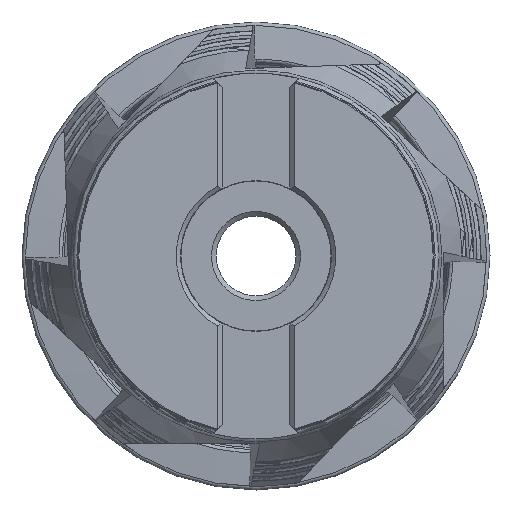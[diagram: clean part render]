
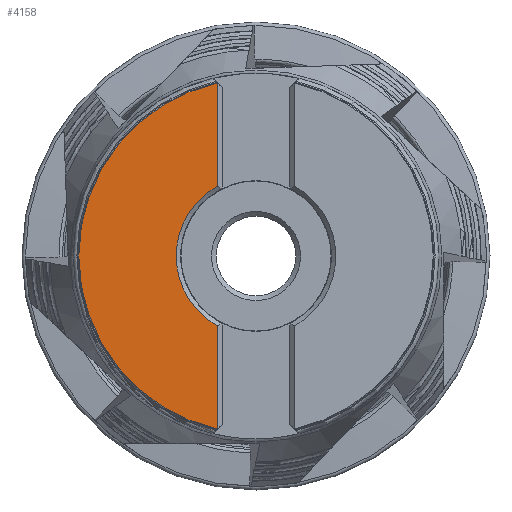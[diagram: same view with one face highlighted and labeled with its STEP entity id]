
A CAD part, left-side view. The second image highlights one B-rep face of the part: STEP entity #4158.
In plain terms, the highlighted planar face has unit normal (-1, 0, 0).
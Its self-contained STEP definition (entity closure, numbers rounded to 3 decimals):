
#58 = ORIENTED_EDGE ( 'NONE', *, *, #6378, .F. ) ;
#543 = ORIENTED_EDGE ( 'NONE', *, *, #3472, .T. ) ;
#804 = CARTESIAN_POINT ( 'NONE',  ( -49.1, 37.79, 0. ) ) ;
#1087 = VECTOR ( 'NONE', #5786, 1000. ) ;
#1383 = CARTESIAN_POINT ( 'NONE',  ( -49.1, 0., 0. ) ) ;
#1843 = AXIS2_PLACEMENT_3D ( 'NONE', #10239, #4728, #11150 ) ;
#2188 = AXIS2_PLACEMENT_3D ( 'NONE', #1383, #7820, #2329 ) ;
#2295 = DIRECTION ( 'NONE',  ( 0., 0., 1. ) ) ;
#2329 = DIRECTION ( 'NONE',  ( 0., 0., 1. ) ) ;
#2768 = DIRECTION ( 'NONE',  ( 0., 0., 1. ) ) ;
#2915 = ORIENTED_EDGE ( 'NONE', *, *, #4214, .F. ) ;
#3472 = EDGE_CURVE ( 'NONE', #8810, #11307, #7915, .T. ) ;
#4158 = ADVANCED_FACE ( 'NONE', ( #6900 ), #5497, .T. ) ;
#4214 = EDGE_CURVE ( 'NONE', #7004, #11307, #6332, .T. ) ;
#4728 = DIRECTION ( 'NONE',  ( 1., 0., 0. ) ) ;
#5497 = PLANE ( 'NONE',  #11938 ) ;
#5757 = CARTESIAN_POINT ( 'NONE',  ( -49.1, 8.2, -15.428 ) ) ;
#5786 = DIRECTION ( 'NONE',  ( 0., 0., 1. ) ) ;
#5989 = ORIENTED_EDGE ( 'NONE', *, *, #10685, .T. ) ;
#6332 = CIRCLE ( 'NONE', #1843, 37.79 ) ;
#6378 = EDGE_CURVE ( 'NONE', #8810, #8137, #11747, .T. ) ;
#6900 = FACE_OUTER_BOUND ( 'NONE', #8224, .T. ) ;
#7004 = VERTEX_POINT ( 'NONE', #10305 ) ;
#7790 = CARTESIAN_POINT ( 'NONE',  ( -49.1, 8.2, 35.94 ) ) ;
#7820 = DIRECTION ( 'NONE',  ( -1., 0., 0. ) ) ;
#7915 = LINE ( 'NONE', #7790, #10096 ) ;
#8137 = VERTEX_POINT ( 'NONE', #8749 ) ;
#8224 = EDGE_LOOP ( 'NONE', ( #58, #543, #2915, #5989 ) ) ;
#8265 = DIRECTION ( 'NONE',  ( -1., 0., 0. ) ) ;
#8486 = CARTESIAN_POINT ( 'NONE',  ( -49.1, 8.2, 36.89 ) ) ;
#8749 = CARTESIAN_POINT ( 'NONE',  ( -49.1, 8.2, -14.92 ) ) ;
#8810 = VERTEX_POINT ( 'NONE', #11949 ) ;
#10096 = VECTOR ( 'NONE', #2295, 1000. ) ;
#10239 = CARTESIAN_POINT ( 'NONE',  ( -49.1, 0., 0. ) ) ;
#10305 = CARTESIAN_POINT ( 'NONE',  ( -49.1, 8.2, -36.89 ) ) ;
#10685 = EDGE_CURVE ( 'NONE', #7004, #8137, #10891, .T. ) ;
#10891 = LINE ( 'NONE', #5757, #1087 ) ;
#11150 = DIRECTION ( 'NONE',  ( 0., 0., -1. ) ) ;
#11307 = VERTEX_POINT ( 'NONE', #8486 ) ;
#11747 = CIRCLE ( 'NONE', #2188, 17.025 ) ;
#11938 = AXIS2_PLACEMENT_3D ( 'NONE', #804, #8265, #2768 ) ;
#11949 = CARTESIAN_POINT ( 'NONE',  ( -49.1, 8.2, 14.92 ) ) ;
